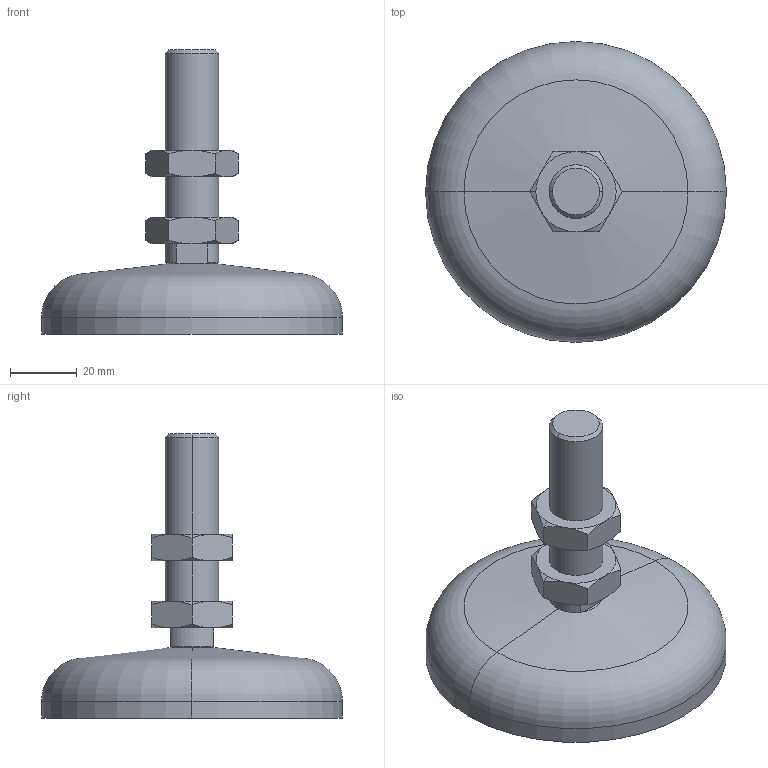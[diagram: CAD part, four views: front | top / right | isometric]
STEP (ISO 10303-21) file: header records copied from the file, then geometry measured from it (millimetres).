
FILE_DESCRIPTION (( 'STEP AP203' ), '1' );
FILE_NAME ('3_842_311_950_Bosch.step', '2024-06-10T08:19:23', ( '' ), ( '' ), 'SwSTEP 2.0', 'SolidWorks 2014', '' );
FILE_SCHEMA (( 'CONFIG_CONTROL_DESIGN' ));
Length unit declared in the file: millimetre
Products named in the file (1): 3_842_311_950_Bosch
Bounding box: 90 x 90 x 85 mm (x, y, z)
Volume: 60516.7 mm3; surface area: 23887.5 mm2
Topology: 1 solids, 2 shells, 89 faces, 194 edges, 111 vertices
Faces by surface type: cone 36, plane 25, cylinder 19, sphere 5, torus 4
Entity records: 2648 total; most frequent: CARTESIAN_POINT 694, DIRECTION 403, ORIENTED_EDGE 378, EDGE_CURVE 189, AXIS2_PLACEMENT_3D 176, VERTEX_POINT 111, EDGE_LOOP 98, FACE_OUTER_BOUND 89
